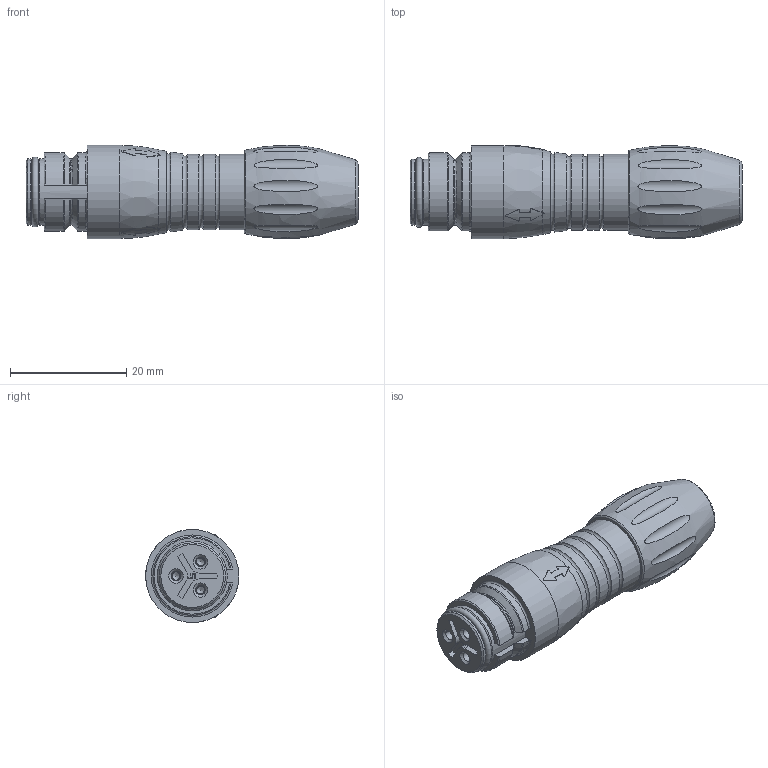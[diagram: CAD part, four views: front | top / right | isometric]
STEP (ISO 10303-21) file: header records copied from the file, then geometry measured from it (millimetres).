
FILE_DESCRIPTION(/* description */ (''),/* implementation_level */ '2;1');
FILE_NAME(/* name */ '99-9106-00-03_bg.stp',/* time_stamp */ '2010-02-26T11:14:44+01:00',/* author */ (''),/* organization */ (''),/* preprocessor_version */ 'ST-DEVELOPER v11',/* originating_system */ 'UGS - NX 5.0',/* authorisation */ '');
FILE_SCHEMA (('CONFIG_CONTROL_DESIGN'));
Length unit declared in the file: millimetre
Products named in the file (1): kborDF71fusg
Bounding box: 57 x 16.1 x 16 mm (x, y, z)
Volume: 8863 mm3; surface area: 3313.2 mm2
Topology: 2 solids, 2 shells, 201 faces, 526 edges, 345 vertices
Faces by surface type: plane 88, cylinder 65, torus 22, bspline 11, cone 9, extrusion 6
Full cylindrical faces by diameter (mm): 1.6 x3, 1.65 x3, 9.8 x1, 11.4 x2, 13 x3, 16 x1
Entity records: 7651 total; most frequent: CARTESIAN_POINT 3277, ORIENTED_EDGE 920, DIRECTION 750, EDGE_CURVE 460, VERTEX_POINT 322, AXIS2_PLACEMENT_3D 291, EDGE_LOOP 252, ADVANCED_FACE 199
